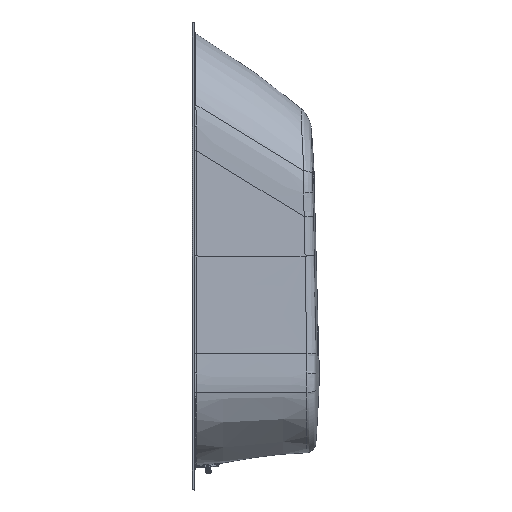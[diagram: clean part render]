
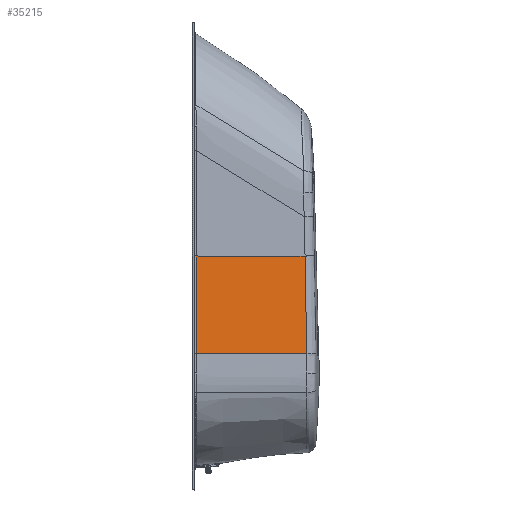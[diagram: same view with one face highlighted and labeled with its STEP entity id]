
A CAD part, left-side view. The second image highlights one B-rep face of the part: STEP entity #35215.
In plain terms, the highlighted free-form (B-spline) face has degree [3, 3] with [7, 7] control points.
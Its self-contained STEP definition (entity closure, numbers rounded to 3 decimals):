
#5537=CARTESIAN_POINT('',(-304.377,-440.065,
-374.934));
#8713=CARTESIAN_POINT('',(-356.621,-14.719,
0.));
#8714=CARTESIAN_POINT('',(-356.621,-14.719,
-35.869));
#8715=CARTESIAN_POINT('',(-356.62,-14.718,
-108.499));
#8716=CARTESIAN_POINT('',(-356.62,-14.719,
-219.753));
#8717=CARTESIAN_POINT('',(-356.62,-14.718,
-308.899));
#8718=CARTESIAN_POINT('',(-356.62,-14.719,
-361.133));
#8719=CARTESIAN_POINT('',(-356.621,-14.719,
-374.996));
#8721=DIRECTION('',(-0.122,0.993,0.));
#8722=VECTOR('',#8721,422.037);
#8723=CARTESIAN_POINT('',(-305.188,-433.61,
0.));
#8724=LINE('',#8723,#8722);
#8725=CARTESIAN_POINT('',(-305.187,-433.615,
-0.221));
#8726=CARTESIAN_POINT('',(-305.187,-433.615,
-0.148));
#8727=CARTESIAN_POINT('',(-305.188,-433.61,
-0.074));
#8728=CARTESIAN_POINT('',(-305.188,-433.61,
0.));
#8730=CARTESIAN_POINT('',(-304.377,-440.065,
-374.934));
#8731=CARTESIAN_POINT('',(-304.393,-439.883,
-350.139));
#8732=CARTESIAN_POINT('',(-304.454,-439.303,
-295.541));
#8733=CARTESIAN_POINT('',(-304.621,-437.913,
-207.622));
#8734=CARTESIAN_POINT('',(-304.877,-435.974,
-107.517));
#8735=CARTESIAN_POINT('',(-305.085,-434.45,
-37.208));
#8736=CARTESIAN_POINT('',(-305.187,-433.615,
-0.221));
#8738=CARTESIAN_POINT('',(-304.377,-440.065,
-374.934));
#8739=CARTESIAN_POINT('',(-306.247,-424.781,
-374.902));
#8740=CARTESIAN_POINT('',(-310.152,-392.922,
-374.869));
#8741=CARTESIAN_POINT('',(-316.493,-341.299,
-374.977));
#8742=CARTESIAN_POINT('',(-323.321,-285.73,
-375.036));
#8743=CARTESIAN_POINT('',(-330.669,-225.928,
-375.039));
#8744=CARTESIAN_POINT('',(-338.605,-161.347,
-374.995));
#8745=CARTESIAN_POINT('',(-347.188,-91.497,
-374.947));
#8746=CARTESIAN_POINT('',(-353.398,-40.949,
-374.973));
#8747=CARTESIAN_POINT('',(-356.621,-14.719,
-374.996));
#8760=CARTESIAN_POINT('',(-356.621,-14.719,
0.));
#13049=VERTEX_POINT('',#5537);
#13051=VERTEX_POINT('',#8736);
#13053=VERTEX_POINT('',#8728);
#13127=VERTEX_POINT('',#8760);
#13130=VERTEX_POINT('',#8719);
#35156=CARTESIAN_POINT('',(-357.144,-10.464,
3.477));
#35157=CARTESIAN_POINT('',(-357.144,-10.464,
-33.492));
#35158=CARTESIAN_POINT('',(-357.143,-10.465,
-107.229));
#35159=CARTESIAN_POINT('',(-357.143,-10.465,
-219.66));
#35160=CARTESIAN_POINT('',(-357.143,-10.465,
-310.026));
#35161=CARTESIAN_POINT('',(-357.143,-10.465,
-363.534));
#35162=CARTESIAN_POINT('',(-357.143,-10.465,
-378.652));
#35163=CARTESIAN_POINT('',(-352.698,-46.667,
3.501));
#35164=CARTESIAN_POINT('',(-352.699,-46.667,
-33.726));
#35165=CARTESIAN_POINT('',(-352.695,-46.667,
-107.832));
#35166=CARTESIAN_POINT('',(-352.692,-46.667,
-220.452));
#35167=CARTESIAN_POINT('',(-352.694,-46.667,
-310.703));
#35168=CARTESIAN_POINT('',(-352.695,-46.667,
-364.009));
#35169=CARTESIAN_POINT('',(-352.696,-46.667,
-379.059));
#35170=CARTESIAN_POINT('',(-343.543,-121.235,
3.551));
#35171=CARTESIAN_POINT('',(-343.543,-121.235,
-34.209));
#35172=CARTESIAN_POINT('',(-343.533,-121.235,
-109.076));
#35173=CARTESIAN_POINT('',(-343.524,-121.235,
-222.084));
#35174=CARTESIAN_POINT('',(-343.528,-121.235,
-312.095));
#35175=CARTESIAN_POINT('',(-343.533,-121.235,
-364.987));
#35176=CARTESIAN_POINT('',(-343.535,-121.235,
-379.896));
#35177=CARTESIAN_POINT('',(-329.676,-234.169,
3.626));
#35178=CARTESIAN_POINT('',(-329.677,-234.169,
-34.939));
#35179=CARTESIAN_POINT('',(-329.654,-234.168,
-110.96));
#35180=CARTESIAN_POINT('',(-329.632,-234.166,
-224.556));
#35181=CARTESIAN_POINT('',(-329.642,-234.167,
-314.204));
#35182=CARTESIAN_POINT('',(-329.654,-234.168,
-366.468));
#35183=CARTESIAN_POINT('',(-329.658,-234.168,
-381.165));
#35184=CARTESIAN_POINT('',(-316.364,-342.587,
3.698));
#35185=CARTESIAN_POINT('',(-316.365,-342.587,
-35.641));
#35186=CARTESIAN_POINT('',(-316.331,-342.583,
-112.769));
#35187=CARTESIAN_POINT('',(-316.3,-342.58,
-226.929));
#35188=CARTESIAN_POINT('',(-316.314,-342.582,
-316.229));
#35189=CARTESIAN_POINT('',(-316.332,-342.584,
-367.889));
#35190=CARTESIAN_POINT('',(-316.337,-342.584,
-382.382));
#35191=CARTESIAN_POINT('',(-307.763,-412.638,
3.744));
#35192=CARTESIAN_POINT('',(-307.764,-412.638,
-36.094));
#35193=CARTESIAN_POINT('',(-307.729,-412.633,
-113.937));
#35194=CARTESIAN_POINT('',(-307.696,-412.629,
-228.462));
#35195=CARTESIAN_POINT('',(-307.711,-412.631,
-317.537));
#35196=CARTESIAN_POINT('',(-307.729,-412.634,
-368.809));
#35197=CARTESIAN_POINT('',(-307.735,-412.635,
-383.17));
#35198=CARTESIAN_POINT('',(-303.872,-444.324,
3.765));
#35199=CARTESIAN_POINT('',(-303.873,-444.324,
-36.297));
#35200=CARTESIAN_POINT('',(-303.855,-444.318,
-114.463));
#35201=CARTESIAN_POINT('',(-303.838,-444.312,
-229.155));
#35202=CARTESIAN_POINT('',(-303.846,-444.315,
-318.13));
#35203=CARTESIAN_POINT('',(-303.855,-444.318,
-369.226));
#35204=CARTESIAN_POINT('',(-303.858,-444.319,
-383.527));
#35205=B_SPLINE_SURFACE_WITH_KNOTS('',3,3,((#35156,#35157,#35158,#35159,#35160,
#35161,#35162),(#35163,#35164,#35165,#35166,#35167,#35168,#35169),(#35170,
#35171,#35172,#35173,#35174,#35175,#35176),(#35177,#35178,#35179,#35180,#35181,
#35182,#35183),(#35184,#35185,#35186,#35187,#35188,#35189,#35190),(#35191,
#35192,#35193,#35194,#35195,#35196,#35197),(#35198,#35199,#35200,#35201,#35202,
#35203,#35204)),.UNSPECIFIED.,.F.,.F.,.F.,(4,1,1,1,4),(4,1,1,1,4),(
0.014,0.246,0.493,0.739,
0.943),(-0.002,0.059,0.119,
0.178,0.201),.UNSPECIFIED.);
#35206=ORIENTED_EDGE('',*,*,#25416,.F.);
#35208=ORIENTED_EDGE('',*,*,#35207,.F.);
#35210=ORIENTED_EDGE('',*,*,#35209,.F.);
#35211=ORIENTED_EDGE('',*,*,#35147,.F.);
#35212=ORIENTED_EDGE('',*,*,#25271,.T.);
#35213=EDGE_LOOP('',(#35206,#35208,#35210,#35211,#35212));
#35214=FACE_OUTER_BOUND('',#35213,.F.);
#35215=ADVANCED_FACE('',(#35214),#35205,.F.);
#8720=B_SPLINE_CURVE_WITH_KNOTS('',3,(#8713,#8714,#8715,#8716,#8717,#8718,
#8719),.UNSPECIFIED.,.F.,.F.,(4,1,1,1,4),(0.,0.298,
0.595,0.893,1.),.UNSPECIFIED.);
#8729=B_SPLINE_CURVE_WITH_KNOTS('',3,(#8725,#8726,#8727,#8728),.UNSPECIFIED.,
.F.,.F.,(4,4),(0.,1.),.UNSPECIFIED.);
#8737=B_SPLINE_CURVE_WITH_KNOTS('',3,(#8730,#8731,#8732,#8733,#8734,#8735,
#8736),.UNSPECIFIED.,.F.,.F.,(4,1,1,1,4),(0.,0.199,
0.437,0.704,1.),.UNSPECIFIED.);
#8748=B_SPLINE_CURVE_WITH_KNOTS('',3,(#8738,#8739,#8740,#8741,#8742,#8743,#8744,
#8745,#8746,#8747),.UNSPECIFIED.,.F.,.F.,(4,1,1,1,1,1,1,4),(0.,
0.143,0.286,0.429,0.571,
0.714,0.857,1.),.UNSPECIFIED.);
#25271=EDGE_CURVE('',#13049,#13130,#8748,.T.);
#25416=EDGE_CURVE('',#13127,#13130,#8720,.T.);
#35147=EDGE_CURVE('',#13049,#13051,#8737,.T.);
#35207=EDGE_CURVE('',#13053,#13127,#8724,.T.);
#35209=EDGE_CURVE('',#13051,#13053,#8729,.T.);
